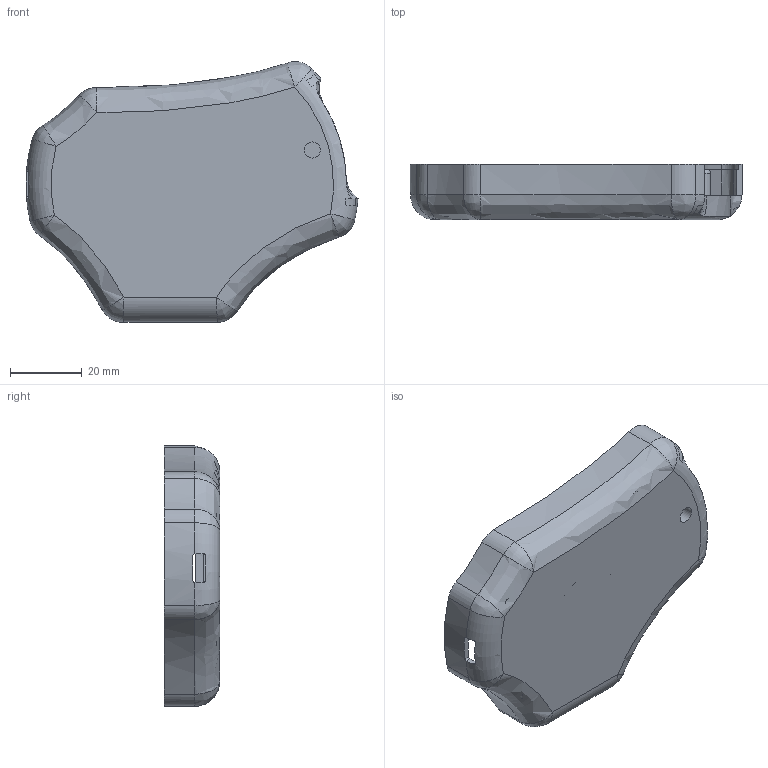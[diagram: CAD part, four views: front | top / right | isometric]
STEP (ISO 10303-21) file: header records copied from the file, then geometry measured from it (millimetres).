
FILE_DESCRIPTION(/* description */ (''),/* implementation_level */ '2;1');
FILE_NAME(/* name */ 'roundBaseAlt.step',/* time_stamp */ '2022-04-29T09:30:32+02:00',/* author */ (''),/* organization */ (''),/* preprocessor_version */ 'ST-DEVELOPER v18.1',/* originating_system */ 'Autodesk Translation Framework v10.14.0.1471',/* authorisation */ '');
FILE_SCHEMA (('AUTOMOTIVE_DESIGN { 1 0 10303 214 3 1 1 }'));
Length unit declared in the file: millimetre
Products named in the file (1): roundBaseAlt
Bounding box: 92.82 x 15.5 x 72.87 mm (x, y, z)
Volume: 12603.5 mm3; surface area: 19467.3 mm2
Topology: 1 solids, 1 shells, 256 faces, 717 edges, 462 vertices
Faces by surface type: plane 121, cylinder 58, bspline 57, torus 18, sphere 2
Full cylindrical faces by diameter (mm): 4.5 x2, 5 x5, 7 x5, 8 x1, 8.5 x1
Entity records: 11756 total; most frequent: CARTESIAN_POINT 5606, ORIENTED_EDGE 1418, DIRECTION 1071, EDGE_CURVE 709, VERTEX_POINT 462, AXIS2_PLACEMENT_3D 365, LINE 341, VECTOR 341
